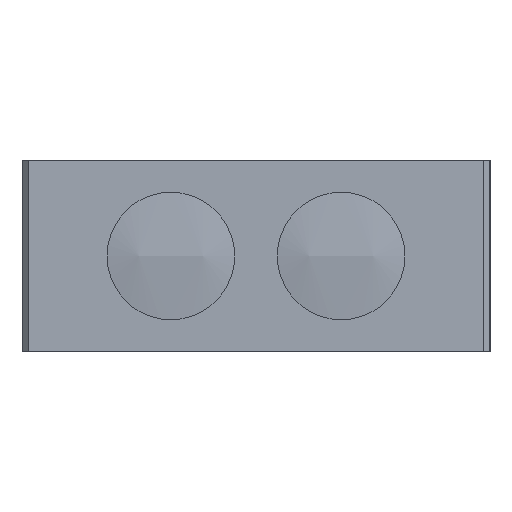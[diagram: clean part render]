
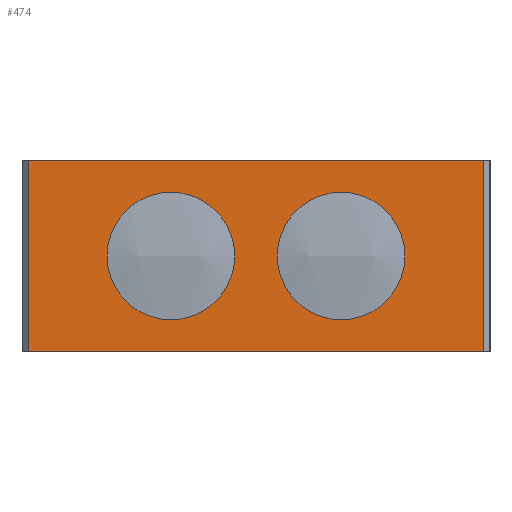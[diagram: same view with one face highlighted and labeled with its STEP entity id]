
A CAD part, left-side view. The second image highlights one B-rep face of the part: STEP entity #474.
In plain terms, the highlighted planar face has unit normal (-1, 0, 0).
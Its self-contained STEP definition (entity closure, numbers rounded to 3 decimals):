
#25=FACE_BOUND('',#119,.T.);
#26=FACE_BOUND('',#120,.T.);
#44=PLANE('',#548);
#82=FACE_OUTER_BOUND('',#118,.T.);
#118=EDGE_LOOP('',(#419,#420,#421,#422));
#119=EDGE_LOOP('',(#423));
#120=EDGE_LOOP('',(#424));
#136=LINE('',#753,#172);
#145=LINE('',#770,#181);
#156=LINE('',#796,#192);
#161=LINE('',#824,#197);
#172=VECTOR('',#620,10.);
#181=VECTOR('',#631,10.);
#192=VECTOR('',#656,10.);
#197=VECTOR('',#691,10.);
#215=CIRCLE('',#535,3.);
#216=CIRCLE('',#537,3.);
#238=VERTEX_POINT('',#750);
#239=VERTEX_POINT('',#752);
#246=VERTEX_POINT('',#768);
#254=VERTEX_POINT('',#794);
#255=VERTEX_POINT('',#798);
#256=VERTEX_POINT('',#801);
#286=EDGE_CURVE('',#238,#239,#136,.T.);
#295=EDGE_CURVE('',#246,#238,#145,.T.);
#308=EDGE_CURVE('',#254,#246,#156,.T.);
#309=EDGE_CURVE('',#255,#255,#215,.T.);
#310=EDGE_CURVE('',#256,#256,#216,.T.);
#321=EDGE_CURVE('',#239,#254,#161,.T.);
#419=ORIENTED_EDGE('',*,*,#286,.F.);
#420=ORIENTED_EDGE('',*,*,#295,.F.);
#421=ORIENTED_EDGE('',*,*,#308,.F.);
#422=ORIENTED_EDGE('',*,*,#321,.F.);
#423=ORIENTED_EDGE('',*,*,#309,.T.);
#424=ORIENTED_EDGE('',*,*,#310,.T.);
#474=ADVANCED_FACE('',(#82,#25,#26),#44,.T.);
#535=AXIS2_PLACEMENT_3D('',#799,#659,#660);
#537=AXIS2_PLACEMENT_3D('',#802,#663,#664);
#548=AXIS2_PLACEMENT_3D('',#823,#689,#690);
#620=DIRECTION('',(0.,0.,1.));
#631=DIRECTION('',(0.,1.,0.));
#656=DIRECTION('',(0.,0.,-1.));
#659=DIRECTION('center_axis',(1.,0.,0.));
#660=DIRECTION('ref_axis',(0.,0.,-1.));
#663=DIRECTION('center_axis',(1.,0.,0.));
#664=DIRECTION('ref_axis',(0.,0.,-1.));
#689=DIRECTION('center_axis',(-1.,0.,0.));
#690=DIRECTION('ref_axis',(0.,-1.,0.));
#691=DIRECTION('',(0.,-1.,0.));
#750=CARTESIAN_POINT('',(-15.,10.7,-4.5));
#752=CARTESIAN_POINT('',(-15.,10.7,4.5));
#753=CARTESIAN_POINT('',(-15.,10.7,0.));
#768=CARTESIAN_POINT('',(-15.,-10.7,-4.5));
#770=CARTESIAN_POINT('',(-15.,-11.,-4.5));
#794=CARTESIAN_POINT('',(-15.,-10.7,4.5));
#796=CARTESIAN_POINT('',(-15.,-10.7,0.));
#798=CARTESIAN_POINT('',(-15.,-1.,0.));
#799=CARTESIAN_POINT('Origin',(-15.,-4.,0.));
#801=CARTESIAN_POINT('',(-15.,7.,0.));
#802=CARTESIAN_POINT('Origin',(-15.,4.,0.));
#823=CARTESIAN_POINT('Origin',(-15.,11.,0.));
#824=CARTESIAN_POINT('',(-15.,-11.,4.5));
